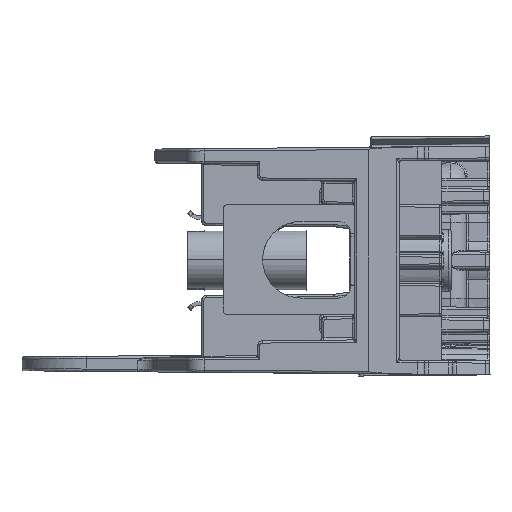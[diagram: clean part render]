
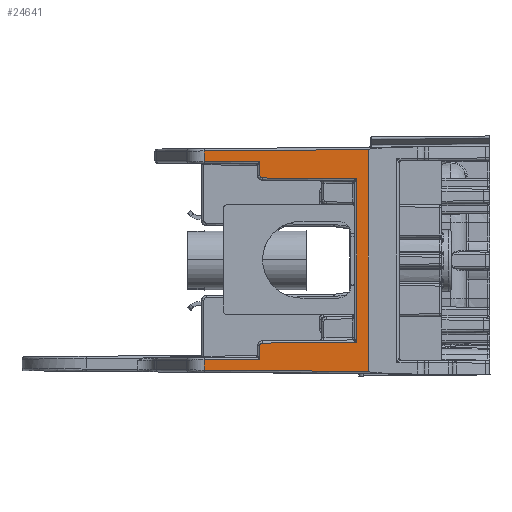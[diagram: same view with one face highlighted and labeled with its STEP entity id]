
A CAD part, left-side view. The second image highlights one B-rep face of the part: STEP entity #24641.
In plain terms, the highlighted planar face has unit normal (-1, 0.018, 0).
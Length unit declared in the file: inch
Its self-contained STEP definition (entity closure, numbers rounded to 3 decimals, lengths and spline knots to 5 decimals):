
#183 = ORIENTED_EDGE ( 'NONE', *, *, #6254, .F. ) ;
#2383 = DIRECTION ( 'NONE',  ( 0., 0., -1. ) ) ;
#4723 = CARTESIAN_POINT ( 'NONE',  ( -1.98521, 0.13185, -0.06506 ) ) ;
#5810 = VECTOR ( 'NONE', #135278, 39.37008 ) ;
#6254 = EDGE_CURVE ( 'NONE', #120656, #36663, #102782, .T. ) ;
#6748 = EDGE_CURVE ( 'NONE', #136568, #120656, #60545, .T. ) ;
#7344 = EDGE_CURVE ( 'NONE', #123574, #27820, #35447, .T. ) ;
#8373 = EDGE_LOOP ( 'NONE', ( #75382, #117550, #49169, #153474, #138663, #18674, #126029, #183, #87304, #110369, #60426, #108768, #64411, #96129 ) ) ;
#14584 = CARTESIAN_POINT ( 'NONE',  ( -1.99307, -0.31822, -0.1945 ) ) ;
#16219 = VECTOR ( 'NONE', #43028, 39.37008 ) ;
#16295 = DIRECTION ( 'NONE',  ( 0.017, 1., 0.009 ) ) ;
#17472 = VERTEX_POINT ( 'NONE', #31480 ) ;
#18162 = EDGE_CURVE ( 'NONE', #17472, #100054, #79552, .T. ) ;
#18674 = ORIENTED_EDGE ( 'NONE', *, *, #18162, .F. ) ;
#20494 = VECTOR ( 'NONE', #2383, 39.37008 ) ;
#22245 = VERTEX_POINT ( 'NONE', #64350 ) ;
#24271 = LINE ( 'NONE', #14584, #20494 ) ;
#24317 = DIRECTION ( 'NONE',  ( -0.017, -1., 0.009 ) ) ;
#24641 = ADVANCED_FACE ( 'NONE', ( #94518 ), #63859, .F. ) ;
#26233 = CARTESIAN_POINT ( 'NONE',  ( -1.98526, 0.12928, 0.63155 ) ) ;
#27820 = VERTEX_POINT ( 'NONE', #156572 ) ;
#28808 = EDGE_CURVE ( 'NONE', #58237, #136568, #80749, .T. ) ;
#29406 = CARTESIAN_POINT ( 'NONE',  ( -1.98509, 0.13904, 0.64139 ) ) ;
#30334 = CARTESIAN_POINT ( 'NONE',  ( -1.98097, 0.37492, -0.1945 ) ) ;
#31480 = CARTESIAN_POINT ( 'NONE',  ( -1.98526, 0.12928, -0.06504 ) ) ;
#33204 = VERTEX_POINT ( 'NONE', #58138 ) ;
#34177 = VERTEX_POINT ( 'NONE', #97007 ) ;
#35447 = LINE ( 'NONE', #75463, #132454 ) ;
#36098 = EDGE_CURVE ( 'NONE', #100054, #34177, #78543, .T. ) ;
#36663 = VERTEX_POINT ( 'NONE', #136634 ) ;
#43028 = DIRECTION ( 'NONE',  ( 0., 0., 1. ) ) ;
#43096 = CARTESIAN_POINT ( 'NONE',  ( -1.98509, 0.13904, 0.70053 ) ) ;
#43100 = DIRECTION ( 'NONE',  ( 0., 0., 1. ) ) ;
#43916 = CARTESIAN_POINT ( 'NONE',  ( -1.98526, 0.12928, 0.63155 ) ) ;
#45561 = VECTOR ( 'NONE', #153954, 39.37008 ) ;
#46281 = VECTOR ( 'NONE', #148061, 39.37008 ) ;
#46422 = EDGE_CURVE ( 'NONE', #47740, #123574, #91136, .T. ) ;
#47352 = VECTOR ( 'NONE', #24317, 39.37008 ) ;
#47740 = VERTEX_POINT ( 'NONE', #29406 ) ;
#49113 = LINE ( 'NONE', #88688, #81310 ) ;
#49169 = ORIENTED_EDGE ( 'NONE', *, *, #77418, .F. ) ;
#50678 = CARTESIAN_POINT ( 'NONE',  ( -1.98517, 0.13438, 0.63264 ) ) ;
#52248 = DIRECTION ( 'NONE',  ( 1., -0.017, 0. ) ) ;
#52258 = VECTOR ( 'NONE', #43100, 39.37008 ) ;
#58138 = CARTESIAN_POINT ( 'NONE',  ( -1.99307, -0.31822, 0.75146 ) ) ;
#58237 = VERTEX_POINT ( 'NONE', #80266 ) ;
#60426 = ORIENTED_EDGE ( 'NONE', *, *, #117529, .F. ) ;
#60545 = LINE ( 'NONE', #137767, #121442 ) ;
#62822 = CARTESIAN_POINT ( 'NONE',  ( -1.98509, 0.13904, 0.63882 ) ) ;
#63859 = PLANE ( 'NONE',  #78778 ) ;
#64350 = CARTESIAN_POINT ( 'NONE',  ( -1.98097, 0.37492, 0.74541 ) ) ;
#64411 = ORIENTED_EDGE ( 'NONE', *, *, #75376, .F. ) ;
#64601 = CARTESIAN_POINT ( 'NONE',  ( -1.99307, -0.31822, -0.18496 ) ) ;
#67363 = CARTESIAN_POINT ( 'NONE',  ( -1.99307, -0.31822, -0.18496 ) ) ;
#73417 = EDGE_CURVE ( 'NONE', #27820, #22245, #88259, .T. ) ;
#74044 = VECTOR ( 'NONE', #91980, 39.37008 ) ;
#74871 = CARTESIAN_POINT ( 'NONE',  ( -1.98509, 0.13904, -0.13402 ) ) ;
#75376 = EDGE_CURVE ( 'NONE', #22245, #33204, #49113, .T. ) ;
#75382 = ORIENTED_EDGE ( 'NONE', *, *, #7344, .F. ) ;
#75463 = CARTESIAN_POINT ( 'NONE',  ( -1.98509, 0.13904, 0.70053 ) ) ;
#75888 = CARTESIAN_POINT ( 'NONE',  ( -1.98509, 0.13904, -0.07231 ) ) ;
#77418 = EDGE_CURVE ( 'NONE', #101451, #47740, #113217, .T. ) ;
#77439 = CARTESIAN_POINT ( 'NONE',  ( -1.98517, 0.13438, -0.06613 ) ) ;
#78543 = LINE ( 'NONE', #147544, #46281 ) ;
#78778 = AXIS2_PLACEMENT_3D ( 'NONE', #125026, #52248, #137284 ) ;
#79552 = LINE ( 'NONE', #97019, #47352 ) ;
#80266 = CARTESIAN_POINT ( 'NONE',  ( -1.98097, 0.37492, -0.17891 ) ) ;
#80749 = LINE ( 'NONE', #30334, #16219 ) ;
#81310 = VECTOR ( 'NONE', #113803, 39.37008 ) ;
#81638 = LINE ( 'NONE', #141692, #45561 ) ;
#83781 = EDGE_CURVE ( 'NONE', #36663, #17472, #104995, .T. ) ;
#86920 = VERTEX_POINT ( 'NONE', #67363 ) ;
#87304 = ORIENTED_EDGE ( 'NONE', *, *, #6748, .F. ) ;
#88259 = LINE ( 'NONE', #128195, #52258 ) ;
#88688 = CARTESIAN_POINT ( 'NONE',  ( -1.99248, -0.28446, 0.75117 ) ) ;
#89668 = CARTESIAN_POINT ( 'NONE',  ( -1.98526, 0.12928, -0.06504 ) ) ;
#91136 = LINE ( 'NONE', #142580, #74044 ) ;
#91980 = DIRECTION ( 'NONE',  ( 0., 0., 1. ) ) ;
#93388 = VECTOR ( 'NONE', #16295, 39.37008 ) ;
#94518 = FACE_OUTER_BOUND ( 'NONE', #8373, .T. ) ;
#96129 = ORIENTED_EDGE ( 'NONE', *, *, #73417, .F. ) ;
#97007 = CARTESIAN_POINT ( 'NONE',  ( -1.9922, -0.26883, 0.62807 ) ) ;
#97019 = CARTESIAN_POINT ( 'NONE',  ( -1.98526, 0.12928, -0.06504 ) ) ;
#98907 = CARTESIAN_POINT ( 'NONE',  ( -1.98521, 0.13185, 0.63157 ) ) ;
#100054 = VERTEX_POINT ( 'NONE', #108502 ) ;
#101451 = VERTEX_POINT ( 'NONE', #43916 ) ;
#101757 = CARTESIAN_POINT ( 'NONE',  ( -1.98097, 0.37492, -0.13608 ) ) ;
#102782 = LINE ( 'NONE', #122507, #5810 ) ;
#104995 = B_SPLINE_CURVE_WITH_KNOTS ( 'NONE', 3,
 ( #138159, #75888, #150458, #77439, #4723, #89668 ),
 .UNSPECIFIED., .F., .F.,
 ( 4, 2, 4 ),
 ( 0., 0.5, 1. ),
 .UNSPECIFIED. ) ;
#108502 = CARTESIAN_POINT ( 'NONE',  ( -1.9922, -0.26883, -0.06157 ) ) ;
#108768 = ORIENTED_EDGE ( 'NONE', *, *, #150871, .F. ) ;
#110369 = ORIENTED_EDGE ( 'NONE', *, *, #28808, .F. ) ;
#111707 = DIRECTION ( 'NONE',  ( 0.017, 1., 0.009 ) ) ;
#113217 = B_SPLINE_CURVE_WITH_KNOTS ( 'NONE', 3,
 ( #26233, #98907, #50678, #135725, #62822, #148023 ),
 .UNSPECIFIED., .F., .F.,
 ( 4, 2, 4 ),
 ( 0., 0.5, 1. ),
 .UNSPECIFIED. ) ;
#113803 = DIRECTION ( 'NONE',  ( -0.017, -1., 0.009 ) ) ;
#117529 = EDGE_CURVE ( 'NONE', #86920, #58237, #125814, .T. ) ;
#117550 = ORIENTED_EDGE ( 'NONE', *, *, #46422, .F. ) ;
#120656 = VERTEX_POINT ( 'NONE', #74871 ) ;
#121442 = VECTOR ( 'NONE', #150063, 39.37008 ) ;
#122507 = CARTESIAN_POINT ( 'NONE',  ( -1.98509, 0.13904, -0.1945 ) ) ;
#123574 = VERTEX_POINT ( 'NONE', #43096 ) ;
#125026 = CARTESIAN_POINT ( 'NONE',  ( -1.99307, -0.31822, -0.1945 ) ) ;
#125814 = LINE ( 'NONE', #64601, #93388 ) ;
#126029 = ORIENTED_EDGE ( 'NONE', *, *, #83781, .F. ) ;
#128195 = CARTESIAN_POINT ( 'NONE',  ( -1.98097, 0.37492, -0.1945 ) ) ;
#132454 = VECTOR ( 'NONE', #111707, 39.37008 ) ;
#135278 = DIRECTION ( 'NONE',  ( 0., 0., 1. ) ) ;
#135725 = CARTESIAN_POINT ( 'NONE',  ( -1.9851, 0.13799, 0.63628 ) ) ;
#136568 = VERTEX_POINT ( 'NONE', #101757 ) ;
#136634 = CARTESIAN_POINT ( 'NONE',  ( -1.98509, 0.13904, -0.07488 ) ) ;
#137284 = DIRECTION ( 'NONE',  ( 0.017, 1., 0. ) ) ;
#137767 = CARTESIAN_POINT ( 'NONE',  ( -1.98097, 0.37492, -0.13608 ) ) ;
#138108 = EDGE_CURVE ( 'NONE', #34177, #101451, #81638, .T. ) ;
#138159 = CARTESIAN_POINT ( 'NONE',  ( -1.98509, 0.13904, -0.07488 ) ) ;
#138663 = ORIENTED_EDGE ( 'NONE', *, *, #36098, .F. ) ;
#141692 = CARTESIAN_POINT ( 'NONE',  ( -1.9922, -0.26883, 0.62807 ) ) ;
#142580 = CARTESIAN_POINT ( 'NONE',  ( -1.98509, 0.13904, -0.1945 ) ) ;
#147544 = CARTESIAN_POINT ( 'NONE',  ( -1.9922, -0.26883, -0.1945 ) ) ;
#148023 = CARTESIAN_POINT ( 'NONE',  ( -1.98509, 0.13904, 0.64139 ) ) ;
#148061 = DIRECTION ( 'NONE',  ( 0., 0., 1. ) ) ;
#150063 = DIRECTION ( 'NONE',  ( -0.017, -1., 0.009 ) ) ;
#150458 = CARTESIAN_POINT ( 'NONE',  ( -1.9851, 0.13799, -0.06977 ) ) ;
#150871 = EDGE_CURVE ( 'NONE', #33204, #86920, #24271, .T. ) ;
#153474 = ORIENTED_EDGE ( 'NONE', *, *, #138108, .F. ) ;
#153954 = DIRECTION ( 'NONE',  ( 0.017, 1., 0.009 ) ) ;
#156572 = CARTESIAN_POINT ( 'NONE',  ( -1.98097, 0.37492, 0.70259 ) ) ;
